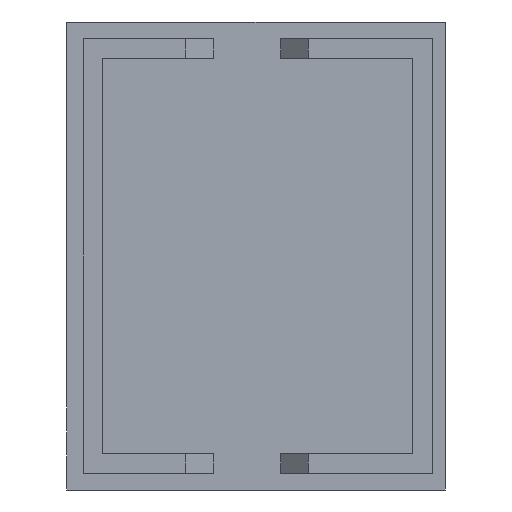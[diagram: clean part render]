
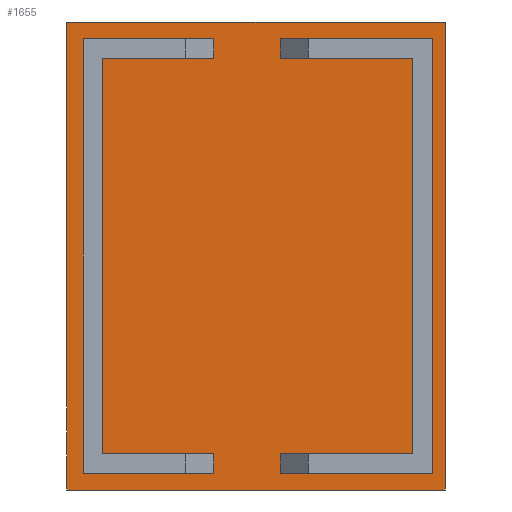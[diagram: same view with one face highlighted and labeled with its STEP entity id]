
A CAD part, front view. The second image highlights one B-rep face of the part: STEP entity #1655.
In plain terms, the highlighted planar face has unit normal (0, -1, 0).
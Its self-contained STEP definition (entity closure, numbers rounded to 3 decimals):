
#240=ORIENTED_EDGE('',*,*,#537,.T.);
#241=ORIENTED_EDGE('',*,*,#679,.F.);
#242=ORIENTED_EDGE('',*,*,#557,.F.);
#243=ORIENTED_EDGE('',*,*,#680,.F.);
#244=ORIENTED_EDGE('',*,*,#566,.F.);
#245=ORIENTED_EDGE('',*,*,#681,.F.);
#246=ORIENTED_EDGE('',*,*,#548,.T.);
#247=ORIENTED_EDGE('',*,*,#682,.T.);
#248=ORIENTED_EDGE('',*,*,#551,.T.);
#249=ORIENTED_EDGE('',*,*,#683,.T.);
#250=ORIENTED_EDGE('',*,*,#573,.F.);
#251=ORIENTED_EDGE('',*,*,#684,.F.);
#252=ORIENTED_EDGE('',*,*,#560,.F.);
#253=ORIENTED_EDGE('',*,*,#685,.T.);
#254=ORIENTED_EDGE('',*,*,#539,.T.);
#255=ORIENTED_EDGE('',*,*,#686,.T.);
#256=ORIENTED_EDGE('',*,*,#513,.F.);
#257=ORIENTED_EDGE('',*,*,#687,.F.);
#258=ORIENTED_EDGE('',*,*,#604,.T.);
#259=ORIENTED_EDGE('',*,*,#688,.T.);
#513=EDGE_CURVE('',#743,#744,#903,.T.);
#537=EDGE_CURVE('',#766,#765,#917,.T.);
#539=EDGE_CURVE('',#767,#768,#919,.T.);
#548=EDGE_CURVE('',#772,#776,#928,.T.);
#551=EDGE_CURVE('',#780,#779,#931,.T.);
#557=EDGE_CURVE('',#785,#786,#937,.T.);
#560=EDGE_CURVE('',#787,#789,#940,.T.);
#566=EDGE_CURVE('',#794,#795,#946,.T.);
#573=EDGE_CURVE('',#801,#798,#953,.T.);
#604=EDGE_CURVE('',#824,#823,#984,.T.);
#679=EDGE_CURVE('',#786,#765,#1059,.T.);
#680=EDGE_CURVE('',#795,#785,#1060,.T.);
#681=EDGE_CURVE('',#772,#794,#1061,.T.);
#682=EDGE_CURVE('',#776,#766,#1062,.T.);
#683=EDGE_CURVE('',#779,#798,#1063,.T.);
#684=EDGE_CURVE('',#789,#801,#1064,.T.);
#685=EDGE_CURVE('',#787,#767,#1065,.T.);
#686=EDGE_CURVE('',#768,#780,#1066,.T.);
#687=EDGE_CURVE('',#824,#743,#1067,.T.);
#688=EDGE_CURVE('',#823,#744,#1068,.T.);
#743=VERTEX_POINT('',#2305);
#744=VERTEX_POINT('',#2307);
#765=VERTEX_POINT('',#2353);
#766=VERTEX_POINT('',#2355);
#767=VERTEX_POINT('',#2359);
#768=VERTEX_POINT('',#2360);
#772=VERTEX_POINT('',#2370);
#776=VERTEX_POINT('',#2377);
#779=VERTEX_POINT('',#2384);
#780=VERTEX_POINT('',#2386);
#785=VERTEX_POINT('',#2397);
#786=VERTEX_POINT('',#2399);
#787=VERTEX_POINT('',#2403);
#789=VERTEX_POINT('',#2406);
#794=VERTEX_POINT('',#2417);
#795=VERTEX_POINT('',#2419);
#798=VERTEX_POINT('',#2426);
#801=VERTEX_POINT('',#2432);
#823=VERTEX_POINT('',#2493);
#824=VERTEX_POINT('',#2495);
#903=LINE('',#2306,#1113);
#917=LINE('',#2354,#1127);
#919=LINE('',#2358,#1129);
#928=LINE('',#2378,#1138);
#931=LINE('',#2385,#1141);
#937=LINE('',#2398,#1147);
#940=LINE('',#2405,#1150);
#946=LINE('',#2418,#1156);
#953=LINE('',#2433,#1163);
#984=LINE('',#2494,#1194);
#1059=LINE('',#2635,#1269);
#1060=LINE('',#2636,#1270);
#1061=LINE('',#2637,#1271);
#1062=LINE('',#2638,#1272);
#1063=LINE('',#2639,#1273);
#1064=LINE('',#2640,#1274);
#1065=LINE('',#2641,#1275);
#1066=LINE('',#2642,#1276);
#1067=LINE('',#2643,#1277);
#1068=LINE('',#2644,#1278);
#1113=VECTOR('',#1864,1000.);
#1127=VECTOR('',#1902,1000.);
#1129=VECTOR('',#1906,1000.);
#1138=VECTOR('',#1917,1000.);
#1141=VECTOR('',#1922,1000.);
#1147=VECTOR('',#1930,1000.);
#1150=VECTOR('',#1935,1000.);
#1156=VECTOR('',#1943,1000.);
#1163=VECTOR('',#1952,1000.);
#1194=VECTOR('',#1999,1000.);
#1269=VECTOR('',#2078,1000.);
#1270=VECTOR('',#2079,1000.);
#1271=VECTOR('',#2080,1000.);
#1272=VECTOR('',#2081,1000.);
#1273=VECTOR('',#2082,1000.);
#1274=VECTOR('',#2083,1000.);
#1275=VECTOR('',#2084,1000.);
#1276=VECTOR('',#2085,1000.);
#1277=VECTOR('',#2086,1000.);
#1278=VECTOR('',#2087,1000.);
#1349=EDGE_LOOP('',(#240,#241,#242,#243,#244,#245,#246,#247));
#1350=EDGE_LOOP('',(#248,#249,#250,#251,#252,#253,#254,#255));
#1351=EDGE_LOOP('',(#256,#257,#258,#259));
#1465=FACE_BOUND('',#1349,.T.);
#1466=FACE_BOUND('',#1350,.T.);
#1467=FACE_BOUND('',#1351,.T.);
#1571=PLANE('',#1772);
#1655=ADVANCED_FACE('',(#1465,#1466,#1467),#1571,.F.);
#1772=AXIS2_PLACEMENT_3D('',#2634,#2076,#2077);
#1864=DIRECTION('',(0.,0.,-1.));
#1902=DIRECTION('',(-1.,0.,0.));
#1906=DIRECTION('',(-1.,0.,0.));
#1917=DIRECTION('',(1.,0.,0.));
#1922=DIRECTION('',(1.,0.,0.));
#1930=DIRECTION('',(-1.,0.,0.));
#1935=DIRECTION('',(-1.,0.,0.));
#1943=DIRECTION('',(1.,0.,0.));
#1952=DIRECTION('',(1.,0.,0.));
#1999=DIRECTION('',(0.,0.,-1.));
#2076=DIRECTION('',(0.,1.,0.));
#2077=DIRECTION('',(0.,0.,1.));
#2078=DIRECTION('',(0.,0.,-1.));
#2079=DIRECTION('',(0.,0.,-1.));
#2080=DIRECTION('',(0.,0.,-1.));
#2081=DIRECTION('',(0.,0.,-1.));
#2082=DIRECTION('',(0.,0.,-1.));
#2083=DIRECTION('',(0.,0.,1.));
#2084=DIRECTION('',(0.,0.,-1.));
#2085=DIRECTION('',(0.,0.,1.));
#2086=DIRECTION('',(1.,0.,0.));
#2087=DIRECTION('',(1.,0.,0.));
#2305=CARTESIAN_POINT('',(34.,0.,21.));
#2306=CARTESIAN_POINT('',(34.,0.,21.));
#2307=CARTESIAN_POINT('',(34.,0.,-21.));
#2353=CARTESIAN_POINT('',(19.2,0.,-19.5));
#2354=CARTESIAN_POINT('',(32.8,0.,-19.5));
#2355=CARTESIAN_POINT('',(32.8,0.,-19.5));
#2358=CARTESIAN_POINT('',(32.8,0.,-19.5));
#2359=CARTESIAN_POINT('',(13.2,0.,-19.5));
#2360=CARTESIAN_POINT('',(1.5,0.,-19.5));
#2370=CARTESIAN_POINT('',(19.2,0.,19.5));
#2377=CARTESIAN_POINT('',(32.8,0.,19.5));
#2378=CARTESIAN_POINT('',(1.5,0.,19.5));
#2384=CARTESIAN_POINT('',(13.2,0.,19.5));
#2385=CARTESIAN_POINT('',(1.5,0.,19.5));
#2386=CARTESIAN_POINT('',(1.5,0.,19.5));
#2397=CARTESIAN_POINT('',(31.05,0.,-17.75));
#2398=CARTESIAN_POINT('',(31.05,0.,-17.75));
#2399=CARTESIAN_POINT('',(19.2,0.,-17.75));
#2403=CARTESIAN_POINT('',(13.2,0.,-17.75));
#2405=CARTESIAN_POINT('',(31.05,0.,-17.75));
#2406=CARTESIAN_POINT('',(3.25,0.,-17.75));
#2417=CARTESIAN_POINT('',(19.2,0.,17.75));
#2418=CARTESIAN_POINT('',(3.25,0.,17.75));
#2419=CARTESIAN_POINT('',(31.05,0.,17.75));
#2426=CARTESIAN_POINT('',(13.2,0.,17.75));
#2432=CARTESIAN_POINT('',(3.25,0.,17.75));
#2433=CARTESIAN_POINT('',(3.25,0.,17.75));
#2493=CARTESIAN_POINT('',(0.,0.,-21.));
#2494=CARTESIAN_POINT('',(0.,0.,21.));
#2495=CARTESIAN_POINT('',(0.,0.,21.));
#2634=CARTESIAN_POINT('',(0.,0.,21.));
#2635=CARTESIAN_POINT('',(19.2,0.,21.));
#2636=CARTESIAN_POINT('',(31.05,0.,17.75));
#2637=CARTESIAN_POINT('',(19.2,0.,21.));
#2638=CARTESIAN_POINT('',(32.8,0.,19.5));
#2639=CARTESIAN_POINT('',(13.2,0.,21.));
#2640=CARTESIAN_POINT('',(3.25,0.,-17.75));
#2641=CARTESIAN_POINT('',(13.2,0.,21.));
#2642=CARTESIAN_POINT('',(1.5,0.,-19.5));
#2643=CARTESIAN_POINT('',(0.,0.,21.));
#2644=CARTESIAN_POINT('',(0.,0.,-21.));
